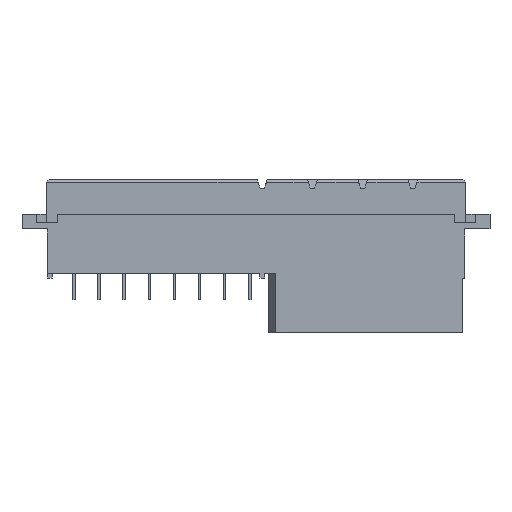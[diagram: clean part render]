
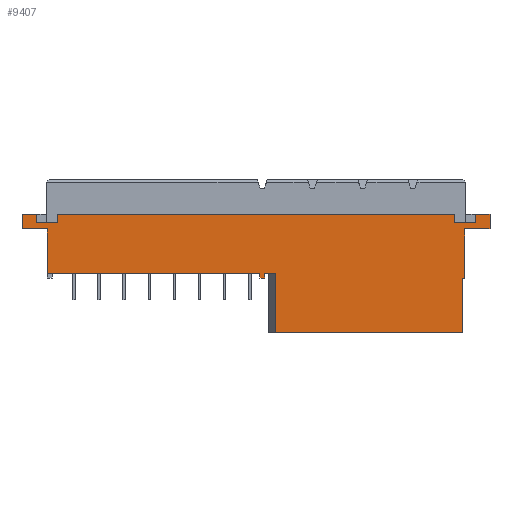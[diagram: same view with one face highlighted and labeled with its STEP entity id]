
A CAD part, left-side view. The second image highlights one B-rep face of the part: STEP entity #9407.
In plain terms, the highlighted free-form (B-spline) face has degree [1, 1] with [2, 2] control points.
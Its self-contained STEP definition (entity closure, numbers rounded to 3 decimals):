
#6848=CARTESIAN_POINT('',(-3.54,-37.6,0.0));
#6849=VERTEX_POINT('',#6848);
#6855=CARTESIAN_POINT('',(-3.54,-37.6,1.0));
#6856=VERTEX_POINT('',#6855);
#6857=CARTESIAN_POINT('',(-3.54,-37.6,0.0));
#6858=CARTESIAN_POINT('',(-3.54,-37.6,1.0));
#6859=QUASI_UNIFORM_CURVE('',1,(#6857,#6858),.UNSPECIFIED.,.F.,.U.);
#6860=EDGE_CURVE('',#6849,#6856,#6859,.T.);
#6882=CARTESIAN_POINT('',(-3.54,-38.6,0.0));
#6883=VERTEX_POINT('',#6882);
#6889=CARTESIAN_POINT('',(-3.54,-38.6,0.0));
#6890=CARTESIAN_POINT('',(-3.54,-37.6,0.0));
#6891=QUASI_UNIFORM_CURVE('',1,(#6889,#6890),.UNSPECIFIED.,.F.,.U.);
#6892=EDGE_CURVE('',#6883,#6849,#6891,.T.);
#6926=CARTESIAN_POINT('',(-3.54,-38.6,1.0));
#6927=VERTEX_POINT('',#6926);
#6933=CARTESIAN_POINT('',(-3.54,-38.6,1.0));
#6934=CARTESIAN_POINT('',(-3.54,-38.6,0.0));
#6935=QUASI_UNIFORM_CURVE('',1,(#6933,#6934),.UNSPECIFIED.,.F.,.U.);
#6936=EDGE_CURVE('',#6927,#6883,#6935,.T.);
#6947=CARTESIAN_POINT('',(-3.54,-40.729,-10.98));
#6948=VERTEX_POINT('',#6947);
#6956=CARTESIAN_POINT('',(-3.54,-40.729,1.0));
#6957=VERTEX_POINT('',#6956);
#6958=CARTESIAN_POINT('',(-3.54,-40.729,1.0));
#6959=CARTESIAN_POINT('',(-3.54,-40.729,-10.98));
#6960=QUASI_UNIFORM_CURVE('',1,(#6958,#6959),.UNSPECIFIED.,.F.,.U.);
#6961=EDGE_CURVE('',#6957,#6948,#6960,.T.);
#7076=CARTESIAN_POINT('',(-3.54,-40.729,1.0));
#7077=CARTESIAN_POINT('',(-3.54,-38.6,1.0));
#7078=QUASI_UNIFORM_CURVE('',1,(#7076,#7077),.UNSPECIFIED.,.F.,.U.);
#7079=EDGE_CURVE('',#6957,#6927,#7078,.T.);
#7084=CARTESIAN_POINT('',(-3.54,5.405,1.0));
#7085=VERTEX_POINT('',#7084);
#7086=CARTESIAN_POINT('',(-3.54,-37.6,1.0));
#7087=CARTESIAN_POINT('',(-3.54,5.405,1.0));
#7088=QUASI_UNIFORM_CURVE('',1,(#7086,#7087),.UNSPECIFIED.,.F.,.U.);
#7089=EDGE_CURVE('',#6856,#7085,#7088,.T.);
#7167=CARTESIAN_POINT('',(-3.54,5.405,9.95));
#7168=VERTEX_POINT('',#7167);
#7169=CARTESIAN_POINT('',(-3.54,5.405,1.0));
#7170=CARTESIAN_POINT('',(-3.54,5.405,9.95));
#7171=B_SPLINE_CURVE_WITH_KNOTS('',1,(#7169,#7170),.UNSPECIFIED.,.F.,.U.,(2,2),(0.101,1.0),.UNSPECIFIED.);
#7172=EDGE_CURVE('',#7085,#7168,#7171,.T.);
#7202=CARTESIAN_POINT('',(-3.54,10.545,9.95));
#7203=VERTEX_POINT('',#7202);
#7204=CARTESIAN_POINT('',(-3.54,5.405,9.95));
#7205=CARTESIAN_POINT('',(-3.54,10.545,9.95));
#7206=QUASI_UNIFORM_CURVE('',1,(#7204,#7205),.UNSPECIFIED.,.F.,.U.);
#7207=EDGE_CURVE('',#7168,#7203,#7206,.T.);
#7510=CARTESIAN_POINT('',(-3.54,-81.23,11.24));
#7511=VERTEX_POINT('',#7510);
#7517=CARTESIAN_POINT('',(-3.54,-81.23,12.92));
#7518=VERTEX_POINT('',#7517);
#7519=CARTESIAN_POINT('',(-3.54,-81.23,12.92));
#7520=CARTESIAN_POINT('',(-3.54,-81.23,11.24));
#7521=QUASI_UNIFORM_CURVE('',1,(#7519,#7520),.UNSPECIFIED.,.F.,.U.);
#7522=EDGE_CURVE('',#7518,#7511,#7521,.T.);
#7658=CARTESIAN_POINT('',(-3.54,-78.58,0.0));
#7659=VERTEX_POINT('',#7658);
#7665=CARTESIAN_POINT('',(-3.54,-78.58,-10.98));
#7666=VERTEX_POINT('',#7665);
#7667=CARTESIAN_POINT('',(-3.54,-78.58,-10.98));
#7668=CARTESIAN_POINT('',(-3.54,-78.58,0.0));
#7669=B_SPLINE_CURVE_WITH_KNOTS('',1,(#7667,#7668),.UNSPECIFIED.,.F.,.U.,(2,2),(0.0,3.66),.UNSPECIFIED.);
#7670=EDGE_CURVE('',#7666,#7659,#7669,.T.);
#7685=CARTESIAN_POINT('',(-3.54,-79.065,0.0));
#7686=VERTEX_POINT('',#7685);
#7694=CARTESIAN_POINT('',(-3.54,-78.58,0.0));
#7695=CARTESIAN_POINT('',(-3.54,-79.065,0.0));
#7696=QUASI_UNIFORM_CURVE('',1,(#7694,#7695),.UNSPECIFIED.,.F.,.U.);
#7697=EDGE_CURVE('',#7659,#7686,#7696,.T.);
#7732=CARTESIAN_POINT('',(-3.54,-79.065,9.95));
#7733=VERTEX_POINT('',#7732);
#7739=CARTESIAN_POINT('',(-3.54,-79.065,9.95));
#7740=CARTESIAN_POINT('',(-3.54,-79.065,0.0));
#7741=B_SPLINE_CURVE_WITH_KNOTS('',1,(#7739,#7740),.UNSPECIFIED.,.F.,.U.,(2,2),(0.0,0.677),.UNSPECIFIED.);
#7742=EDGE_CURVE('',#7733,#7686,#7741,.T.);
#7752=CARTESIAN_POINT('',(-3.54,-84.205,9.95));
#7753=VERTEX_POINT('',#7752);
#7754=CARTESIAN_POINT('',(-3.54,-84.205,9.95));
#7755=CARTESIAN_POINT('',(-3.54,-79.065,9.95));
#7756=QUASI_UNIFORM_CURVE('',1,(#7754,#7755),.UNSPECIFIED.,.F.,.U.);
#7757=EDGE_CURVE('',#7753,#7733,#7756,.T.);
#8056=CARTESIAN_POINT('',(-3.54,-84.205,12.92));
#8057=VERTEX_POINT('',#8056);
#8063=CARTESIAN_POINT('',(-3.54,-84.205,12.92));
#8064=CARTESIAN_POINT('',(-3.54,-84.205,9.95));
#8065=QUASI_UNIFORM_CURVE('',1,(#8063,#8064),.UNSPECIFIED.,.F.,.U.);
#8066=EDGE_CURVE('',#8057,#7753,#8065,.T.);
#8142=CARTESIAN_POINT('',(-3.54,-81.23,12.92));
#8143=CARTESIAN_POINT('',(-3.54,-84.205,12.92));
#8144=B_SPLINE_CURVE_WITH_KNOTS('',1,(#8142,#8143),.UNSPECIFIED.,.F.,.U.,(2,2),(0.969,1.0),.UNSPECIFIED.);
#8145=EDGE_CURVE('',#7518,#8057,#8144,.T.);
#8671=CARTESIAN_POINT('',(-3.54,-77.03,11.24));
#8672=VERTEX_POINT('',#8671);
#8673=CARTESIAN_POINT('',(-3.54,-77.03,12.92));
#8674=VERTEX_POINT('',#8673);
#8675=CARTESIAN_POINT('',(-3.54,-77.03,11.24));
#8676=CARTESIAN_POINT('',(-3.54,-77.03,12.92));
#8677=QUASI_UNIFORM_CURVE('',1,(#8675,#8676),.UNSPECIFIED.,.F.,.U.);
#8678=EDGE_CURVE('',#8672,#8674,#8677,.T.);
#8709=CARTESIAN_POINT('',(-3.54,3.37,12.92));
#8710=VERTEX_POINT('',#8709);
#8716=CARTESIAN_POINT('',(-3.54,3.37,12.92));
#8717=CARTESIAN_POINT('',(-3.54,-77.03,12.92));
#8718=B_SPLINE_CURVE_WITH_KNOTS('',1,(#8716,#8717),.UNSPECIFIED.,.F.,.U.,(2,2),(0.076,0.924),.UNSPECIFIED.);
#8719=EDGE_CURVE('',#8710,#8674,#8718,.T.);
#8742=CARTESIAN_POINT('',(-3.54,3.37,11.24));
#8743=VERTEX_POINT('',#8742);
#8749=CARTESIAN_POINT('',(-3.54,3.37,12.92));
#8750=CARTESIAN_POINT('',(-3.54,3.37,11.24));
#8751=B_SPLINE_CURVE_WITH_KNOTS('',1,(#8749,#8750),.UNSPECIFIED.,.F.,.U.,(2,2),(0.0,1.442),.UNSPECIFIED.);
#8752=EDGE_CURVE('',#8710,#8743,#8751,.T.);
#8763=CARTESIAN_POINT('',(-3.54,7.57,11.24));
#8764=VERTEX_POINT('',#8763);
#8765=CARTESIAN_POINT('',(-3.54,7.57,12.92));
#8766=VERTEX_POINT('',#8765);
#8767=CARTESIAN_POINT('',(-3.54,7.57,11.24));
#8768=CARTESIAN_POINT('',(-3.54,7.57,12.92));
#8769=QUASI_UNIFORM_CURVE('',1,(#8767,#8768),.UNSPECIFIED.,.F.,.U.);
#8770=EDGE_CURVE('',#8764,#8766,#8769,.T.);
#8828=CARTESIAN_POINT('',(-3.54,3.37,11.24));
#8829=CARTESIAN_POINT('',(-3.54,7.57,11.24));
#8830=B_SPLINE_CURVE_WITH_KNOTS('',1,(#8828,#8829),.UNSPECIFIED.,.F.,.U.,(2,2),(0.0,2.5),.UNSPECIFIED.);
#8831=EDGE_CURVE('',#8743,#8764,#8830,.T.);
#9351=CARTESIAN_POINT('',(-3.54,-81.23,11.24));
#9352=CARTESIAN_POINT('',(-3.54,-77.03,11.24));
#9353=B_SPLINE_CURVE_WITH_KNOTS('',1,(#9351,#9352),.UNSPECIFIED.,.F.,.U.,(2,2),(0.0,2.5),.UNSPECIFIED.);
#9354=EDGE_CURVE('',#7511,#8672,#9353,.T.);
#9362=CARTESIAN_POINT('',(-3.54,-88.942,21.486));
#9363=CARTESIAN_POINT('',(-3.54,15.282,21.486));
#9364=CARTESIAN_POINT('',(-3.54,-88.942,-12.526));
#9365=CARTESIAN_POINT('',(-3.54,15.282,-12.526));
#9366=QUASI_UNIFORM_SURFACE('',1,1,((#9362,#9364),(#9363,#9365)),.UNSPECIFIED.,.F.,.F.,.U.);
#9367=ORIENTED_EDGE('',*,*,#9354,.T.);
#9368=ORIENTED_EDGE('',*,*,#8678,.T.);
#9369=ORIENTED_EDGE('',*,*,#8719,.F.);
#9370=ORIENTED_EDGE('',*,*,#8752,.T.);
#9371=ORIENTED_EDGE('',*,*,#8831,.T.);
#9372=ORIENTED_EDGE('',*,*,#8770,.T.);
#9373=CARTESIAN_POINT('',(-3.54,10.545,12.92));
#9374=VERTEX_POINT('',#9373);
#9375=CARTESIAN_POINT('',(-3.54,10.545,12.92));
#9376=CARTESIAN_POINT('',(-3.54,7.57,12.92));
#9377=B_SPLINE_CURVE_WITH_KNOTS('',1,(#9375,#9376),.UNSPECIFIED.,.F.,.U.,(2,2),(0.0,0.031),.UNSPECIFIED.);
#9378=EDGE_CURVE('',#9374,#8766,#9377,.T.);
#9379=ORIENTED_EDGE('',*,*,#9378,.F.);
#9380=CARTESIAN_POINT('',(-3.54,10.545,9.95));
#9381=CARTESIAN_POINT('',(-3.54,10.545,12.92));
#9382=QUASI_UNIFORM_CURVE('',1,(#9380,#9381),.UNSPECIFIED.,.F.,.U.);
#9383=EDGE_CURVE('',#7203,#9374,#9382,.T.);
#9384=ORIENTED_EDGE('',*,*,#9383,.F.);
#9385=ORIENTED_EDGE('',*,*,#7207,.F.);
#9386=ORIENTED_EDGE('',*,*,#7172,.F.);
#9387=ORIENTED_EDGE('',*,*,#7089,.F.);
#9388=ORIENTED_EDGE('',*,*,#6860,.F.);
#9389=ORIENTED_EDGE('',*,*,#6892,.F.);
#9390=ORIENTED_EDGE('',*,*,#6936,.F.);
#9391=ORIENTED_EDGE('',*,*,#7079,.F.);
#9392=ORIENTED_EDGE('',*,*,#6961,.T.);
#9393=CARTESIAN_POINT('',(-3.54,-78.58,-10.98));
#9394=CARTESIAN_POINT('',(-3.54,-40.729,-10.98));
#9395=B_SPLINE_CURVE_WITH_KNOTS('',1,(#9393,#9394),.UNSPECIFIED.,.F.,.U.,(2,2),(0.033,2.608),.UNSPECIFIED.);
#9396=EDGE_CURVE('',#7666,#6948,#9395,.T.);
#9397=ORIENTED_EDGE('',*,*,#9396,.F.);
#9398=ORIENTED_EDGE('',*,*,#7670,.T.);
#9399=ORIENTED_EDGE('',*,*,#7697,.T.);
#9400=ORIENTED_EDGE('',*,*,#7742,.F.);
#9401=ORIENTED_EDGE('',*,*,#7757,.F.);
#9402=ORIENTED_EDGE('',*,*,#8066,.F.);
#9403=ORIENTED_EDGE('',*,*,#8145,.F.);
#9404=ORIENTED_EDGE('',*,*,#7522,.T.);
#9405=EDGE_LOOP('',(#9367,#9368,#9369,#9370,#9371,#9372,#9379,#9384,#9385,#9386,#9387,#9388,#9389,#9390,#9391,#9392,#9397,#9398,#9399,#9400,#9401,#9402,#9403,#9404));
#9406=FACE_OUTER_BOUND('',#9405,.T.);
#9407=ADVANCED_FACE('',(#9406),#9366,.T.);
